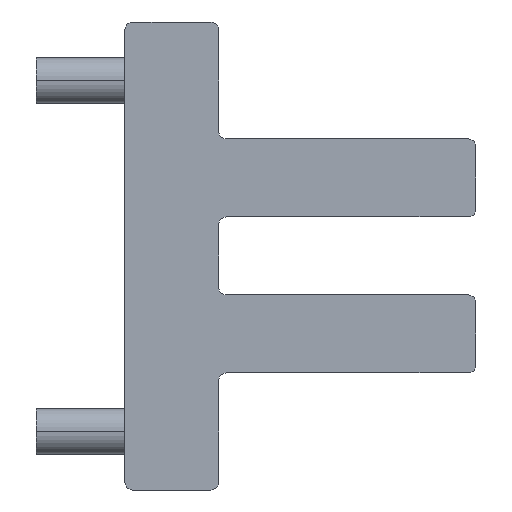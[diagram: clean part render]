
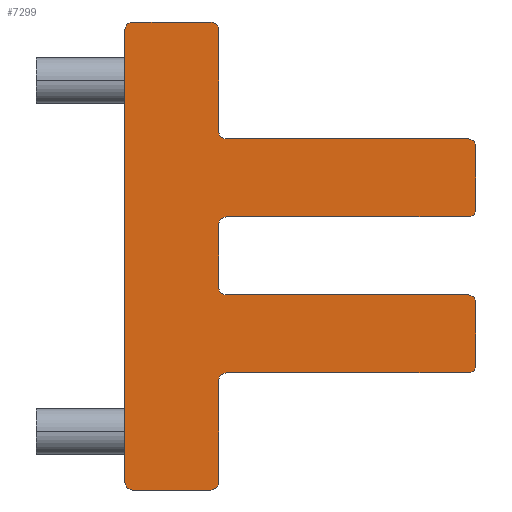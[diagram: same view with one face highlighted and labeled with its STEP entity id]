
A CAD part, left-side view. The second image highlights one B-rep face of the part: STEP entity #7299.
In plain terms, the highlighted planar face has unit normal (-1, 0, 0).
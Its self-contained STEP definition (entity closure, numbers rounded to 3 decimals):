
#5916=AXIS2_PLACEMENT_3D('Circle Axis2P3D',#5914,#5915,$) ;
#6122=AXIS2_PLACEMENT_3D('Circle Axis2P3D',#6120,#6121,$) ;
#6177=AXIS2_PLACEMENT_3D('Circle Axis2P3D',#6175,#6176,$) ;
#6201=AXIS2_PLACEMENT_3D('Circle Axis2P3D',#6199,#6200,$) ;
#6831=AXIS2_PLACEMENT_3D('Circle Axis2P3D',#6829,#6830,$) ;
#6886=AXIS2_PLACEMENT_3D('Circle Axis2P3D',#6884,#6885,$) ;
#6993=AXIS2_PLACEMENT_3D('Circle Axis2P3D',#6991,#6992,$) ;
#7036=AXIS2_PLACEMENT_3D('Circle Axis2P3D',#7034,#7035,$) ;
#7112=AXIS2_PLACEMENT_3D('Circle Axis2P3D',#7110,#7111,$) ;
#7160=AXIS2_PLACEMENT_3D('Circle Axis2P3D',#7158,#7159,$) ;
#7217=AXIS2_PLACEMENT_3D('Circle Axis2P3D',#7215,#7216,$) ;
#7234=AXIS2_PLACEMENT_3D('Circle Axis2P3D',#7232,#7233,$) ;
#7271=AXIS2_PLACEMENT_3D('Plane Axis2P3D',#7268,#7269,#7270) ;
#5780=CARTESIAN_POINT('Line Origine',(-258.,-18.5,97.)) ;
#5784=CARTESIAN_POINT('Vertex',(-258.,-3.,97.)) ;
#5786=CARTESIAN_POINT('Vertex',(-258.,-34.,97.)) ;
#5847=CARTESIAN_POINT('Line Origine',(-258.,-18.5,107.)) ;
#5851=CARTESIAN_POINT('Vertex',(-258.,-34.,107.)) ;
#5853=CARTESIAN_POINT('Vertex',(-258.,-3.,107.)) ;
#5914=CARTESIAN_POINT('Axis2P3D Location',(-258.,-3.,96.)) ;
#5918=CARTESIAN_POINT('Vertex',(-258.,-2.,96.)) ;
#6120=CARTESIAN_POINT('Axis2P3D Location',(-258.,-34.,98.)) ;
#6124=CARTESIAN_POINT('Vertex',(-258.,-35.,98.)) ;
#6144=CARTESIAN_POINT('Line Origine',(-258.,-2.,92.)) ;
#6148=CARTESIAN_POINT('Vertex',(-258.,-2.,88.)) ;
#6172=CARTESIAN_POINT('Vertex',(-258.,-3.,77.)) ;
#6175=CARTESIAN_POINT('Axis2P3D Location',(-258.,-3.,76.)) ;
#6179=CARTESIAN_POINT('Vertex',(-258.,-2.,76.)) ;
#6199=CARTESIAN_POINT('Axis2P3D Location',(-258.,-3.,88.)) ;
#6203=CARTESIAN_POINT('Vertex',(-258.,-3.,87.)) ;
#6829=CARTESIAN_POINT('Axis2P3D Location',(-258.,9.,121.)) ;
#6833=CARTESIAN_POINT('Vertex',(-258.,10.,121.)) ;
#6835=CARTESIAN_POINT('Vertex',(-258.,9.,122.)) ;
#6860=CARTESIAN_POINT('Line Origine',(-258.,4.,122.)) ;
#6864=CARTESIAN_POINT('Vertex',(-258.,-1.,122.)) ;
#6884=CARTESIAN_POINT('Axis2P3D Location',(-258.,-1.,121.)) ;
#6888=CARTESIAN_POINT('Vertex',(-258.,-2.,121.)) ;
#6903=CARTESIAN_POINT('Line Origine',(-258.,-2.,114.5)) ;
#6907=CARTESIAN_POINT('Vertex',(-258.,-2.,108.)) ;
#6935=CARTESIAN_POINT('Line Origine',(-258.,-35.,102.)) ;
#6939=CARTESIAN_POINT('Vertex',(-258.,-35.,106.)) ;
#6959=CARTESIAN_POINT('Line Origine',(-258.,-18.5,87.)) ;
#6963=CARTESIAN_POINT('Vertex',(-258.,-34.,87.)) ;
#6991=CARTESIAN_POINT('Axis2P3D Location',(-258.,-34.,86.)) ;
#6995=CARTESIAN_POINT('Vertex',(-258.,-35.,86.)) ;
#7010=CARTESIAN_POINT('Line Origine',(-258.,-35.,82.)) ;
#7014=CARTESIAN_POINT('Vertex',(-258.,-35.,78.)) ;
#7034=CARTESIAN_POINT('Axis2P3D Location',(-258.,-34.,78.)) ;
#7038=CARTESIAN_POINT('Vertex',(-258.,-34.,77.)) ;
#7058=CARTESIAN_POINT('Line Origine',(-258.,-18.5,77.)) ;
#7078=CARTESIAN_POINT('Line Origine',(-258.,-2.,69.5)) ;
#7082=CARTESIAN_POINT('Vertex',(-258.,-2.,63.)) ;
#7110=CARTESIAN_POINT('Axis2P3D Location',(-258.,-1.,63.)) ;
#7114=CARTESIAN_POINT('Vertex',(-258.,-1.,62.)) ;
#7134=CARTESIAN_POINT('Line Origine',(-258.,4.,62.)) ;
#7138=CARTESIAN_POINT('Vertex',(-258.,9.,62.)) ;
#7158=CARTESIAN_POINT('Axis2P3D Location',(-258.,9.,63.)) ;
#7162=CARTESIAN_POINT('Vertex',(-258.,10.,63.)) ;
#7182=CARTESIAN_POINT('Line Origine',(-258.,10.,92.)) ;
#7215=CARTESIAN_POINT('Axis2P3D Location',(-258.,-3.,108.)) ;
#7232=CARTESIAN_POINT('Axis2P3D Location',(-258.,-34.,106.)) ;
#7268=CARTESIAN_POINT('Axis2P3D Location',(-258.,10.,92.)) ;
#5781=DIRECTION('Vector Direction',(0.,-1.,0.)) ;
#5848=DIRECTION('Vector Direction',(0.,1.,0.)) ;
#5915=DIRECTION('Axis2P3D Direction',(-1.,0.,0.)) ;
#6121=DIRECTION('Axis2P3D Direction',(-1.,0.,0.)) ;
#6145=DIRECTION('Vector Direction',(0.,0.,1.)) ;
#6176=DIRECTION('Axis2P3D Direction',(-1.,0.,0.)) ;
#6200=DIRECTION('Axis2P3D Direction',(-1.,0.,0.)) ;
#6830=DIRECTION('Axis2P3D Direction',(-1.,0.,0.)) ;
#6861=DIRECTION('Vector Direction',(0.,1.,0.)) ;
#6885=DIRECTION('Axis2P3D Direction',(-1.,0.,0.)) ;
#6904=DIRECTION('Vector Direction',(0.,0.,1.)) ;
#6936=DIRECTION('Vector Direction',(0.,0.,1.)) ;
#6960=DIRECTION('Vector Direction',(0.,1.,0.)) ;
#6992=DIRECTION('Axis2P3D Direction',(-1.,0.,0.)) ;
#7011=DIRECTION('Vector Direction',(0.,0.,1.)) ;
#7035=DIRECTION('Axis2P3D Direction',(-1.,0.,0.)) ;
#7059=DIRECTION('Vector Direction',(0.,-1.,0.)) ;
#7079=DIRECTION('Vector Direction',(0.,0.,1.)) ;
#7111=DIRECTION('Axis2P3D Direction',(-1.,0.,0.)) ;
#7135=DIRECTION('Vector Direction',(0.,-1.,0.)) ;
#7159=DIRECTION('Axis2P3D Direction',(-1.,0.,0.)) ;
#7183=DIRECTION('Vector Direction',(0.,0.,-1.)) ;
#7216=DIRECTION('Axis2P3D Direction',(-1.,0.,0.)) ;
#7233=DIRECTION('Axis2P3D Direction',(-1.,0.,0.)) ;
#7269=DIRECTION('Axis2P3D Direction',(-1.,0.,0.)) ;
#7270=DIRECTION('Axis2P3D XDirection',(0.,0.,-1.)) ;
#5782=VECTOR('Line Direction',#5781,1.) ;
#5849=VECTOR('Line Direction',#5848,1.) ;
#6146=VECTOR('Line Direction',#6145,1.) ;
#6862=VECTOR('Line Direction',#6861,1.) ;
#6905=VECTOR('Line Direction',#6904,1.) ;
#6937=VECTOR('Line Direction',#6936,1.) ;
#6961=VECTOR('Line Direction',#6960,1.) ;
#7012=VECTOR('Line Direction',#7011,1.) ;
#7060=VECTOR('Line Direction',#7059,1.) ;
#7080=VECTOR('Line Direction',#7079,1.) ;
#7136=VECTOR('Line Direction',#7135,1.) ;
#7184=VECTOR('Line Direction',#7183,1.) ;
#7274=ORIENTED_EDGE('',*,*,#7186,.T.) ;
#7275=ORIENTED_EDGE('',*,*,#7164,.F.) ;
#7276=ORIENTED_EDGE('',*,*,#7140,.T.) ;
#7277=ORIENTED_EDGE('',*,*,#7116,.F.) ;
#7278=ORIENTED_EDGE('',*,*,#7084,.T.) ;
#7279=ORIENTED_EDGE('',*,*,#6181,.T.) ;
#7280=ORIENTED_EDGE('',*,*,#7062,.T.) ;
#7281=ORIENTED_EDGE('',*,*,#7040,.F.) ;
#7282=ORIENTED_EDGE('',*,*,#7016,.T.) ;
#7283=ORIENTED_EDGE('',*,*,#6997,.F.) ;
#7284=ORIENTED_EDGE('',*,*,#6965,.T.) ;
#7285=ORIENTED_EDGE('',*,*,#6205,.T.) ;
#7286=ORIENTED_EDGE('',*,*,#6150,.T.) ;
#7287=ORIENTED_EDGE('',*,*,#5920,.T.) ;
#7288=ORIENTED_EDGE('',*,*,#5788,.T.) ;
#7289=ORIENTED_EDGE('',*,*,#6126,.F.) ;
#7290=ORIENTED_EDGE('',*,*,#6941,.T.) ;
#7291=ORIENTED_EDGE('',*,*,#7236,.F.) ;
#7292=ORIENTED_EDGE('',*,*,#5855,.T.) ;
#7293=ORIENTED_EDGE('',*,*,#7219,.T.) ;
#7294=ORIENTED_EDGE('',*,*,#6909,.T.) ;
#7295=ORIENTED_EDGE('',*,*,#6890,.F.) ;
#7296=ORIENTED_EDGE('',*,*,#6866,.T.) ;
#7297=ORIENTED_EDGE('',*,*,#6837,.F.) ;
#7299=ADVANCED_FACE('RB0346001_1PA_001_05_N1_2500_FP_TERMINAL.1\\PartBody',(#7298),#7272,.T.) ;
#5917=CIRCLE('generated circle',#5916,1.) ;
#6123=CIRCLE('generated circle',#6122,1.) ;
#6178=CIRCLE('generated circle',#6177,1.) ;
#6202=CIRCLE('generated circle',#6201,1.) ;
#6832=CIRCLE('generated circle',#6831,1.) ;
#6887=CIRCLE('generated circle',#6886,1.) ;
#6994=CIRCLE('generated circle',#6993,1.) ;
#7037=CIRCLE('generated circle',#7036,1.) ;
#7113=CIRCLE('generated circle',#7112,1.) ;
#7161=CIRCLE('generated circle',#7160,1.) ;
#7218=CIRCLE('generated circle',#7217,1.) ;
#7235=CIRCLE('generated circle',#7234,1.) ;
#5788=EDGE_CURVE('',#5785,#5787,#5783,.T.) ;
#5855=EDGE_CURVE('',#5852,#5854,#5850,.T.) ;
#5920=EDGE_CURVE('',#5919,#5785,#5917,.F.) ;
#6126=EDGE_CURVE('',#6125,#5787,#6123,.F.) ;
#6150=EDGE_CURVE('',#6149,#5919,#6147,.T.) ;
#6181=EDGE_CURVE('',#6180,#6173,#6178,.F.) ;
#6205=EDGE_CURVE('',#6204,#6149,#6202,.F.) ;
#6837=EDGE_CURVE('',#6834,#6836,#6832,.F.) ;
#6866=EDGE_CURVE('',#6865,#6836,#6863,.T.) ;
#6890=EDGE_CURVE('',#6865,#6889,#6887,.F.) ;
#6909=EDGE_CURVE('',#6908,#6889,#6906,.T.) ;
#6941=EDGE_CURVE('',#6125,#6940,#6938,.T.) ;
#6965=EDGE_CURVE('',#6964,#6204,#6962,.T.) ;
#6997=EDGE_CURVE('',#6964,#6996,#6994,.F.) ;
#7016=EDGE_CURVE('',#7015,#6996,#7013,.T.) ;
#7040=EDGE_CURVE('',#7015,#7039,#7037,.F.) ;
#7062=EDGE_CURVE('',#6173,#7039,#7061,.T.) ;
#7084=EDGE_CURVE('',#7083,#6180,#7081,.T.) ;
#7116=EDGE_CURVE('',#7083,#7115,#7113,.F.) ;
#7140=EDGE_CURVE('',#7139,#7115,#7137,.T.) ;
#7164=EDGE_CURVE('',#7139,#7163,#7161,.F.) ;
#7186=EDGE_CURVE('',#6834,#7163,#7185,.T.) ;
#7219=EDGE_CURVE('',#5854,#6908,#7218,.F.) ;
#7236=EDGE_CURVE('',#5852,#6940,#7235,.F.) ;
#7273=EDGE_LOOP('',(#7274,#7275,#7276,#7277,#7278,#7279,#7280,#7281,#7282,#7283,#7284,#7285,#7286,#7287,#7288,#7289,#7290,#7291,#7292,#7293,#7294,#7295,#7296,#7297)) ;
#7298=FACE_OUTER_BOUND('',#7273,.T.) ;
#5783=LINE('Line',#5780,#5782) ;
#5850=LINE('Line',#5847,#5849) ;
#6147=LINE('Line',#6144,#6146) ;
#6863=LINE('Line',#6860,#6862) ;
#6906=LINE('Line',#6903,#6905) ;
#6938=LINE('Line',#6935,#6937) ;
#6962=LINE('Line',#6959,#6961) ;
#7013=LINE('Line',#7010,#7012) ;
#7061=LINE('Line',#7058,#7060) ;
#7081=LINE('Line',#7078,#7080) ;
#7137=LINE('Line',#7134,#7136) ;
#7185=LINE('Line',#7182,#7184) ;
#7272=PLANE('',#7271) ;
#5785=VERTEX_POINT('',#5784) ;
#5787=VERTEX_POINT('',#5786) ;
#5852=VERTEX_POINT('',#5851) ;
#5854=VERTEX_POINT('',#5853) ;
#5919=VERTEX_POINT('',#5918) ;
#6125=VERTEX_POINT('',#6124) ;
#6149=VERTEX_POINT('',#6148) ;
#6173=VERTEX_POINT('',#6172) ;
#6180=VERTEX_POINT('',#6179) ;
#6204=VERTEX_POINT('',#6203) ;
#6834=VERTEX_POINT('',#6833) ;
#6836=VERTEX_POINT('',#6835) ;
#6865=VERTEX_POINT('',#6864) ;
#6889=VERTEX_POINT('',#6888) ;
#6908=VERTEX_POINT('',#6907) ;
#6940=VERTEX_POINT('',#6939) ;
#6964=VERTEX_POINT('',#6963) ;
#6996=VERTEX_POINT('',#6995) ;
#7015=VERTEX_POINT('',#7014) ;
#7039=VERTEX_POINT('',#7038) ;
#7083=VERTEX_POINT('',#7082) ;
#7115=VERTEX_POINT('',#7114) ;
#7139=VERTEX_POINT('',#7138) ;
#7163=VERTEX_POINT('',#7162) ;
